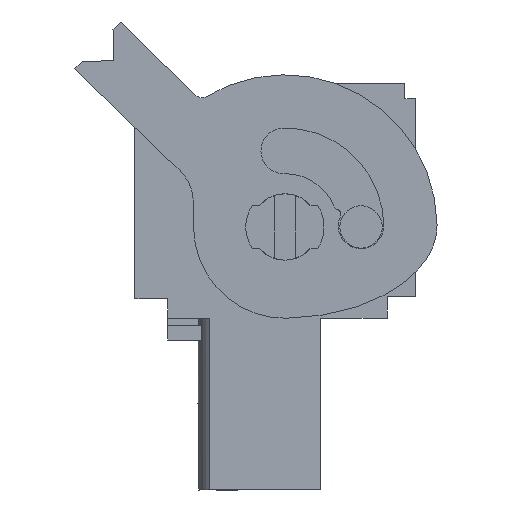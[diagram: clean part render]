
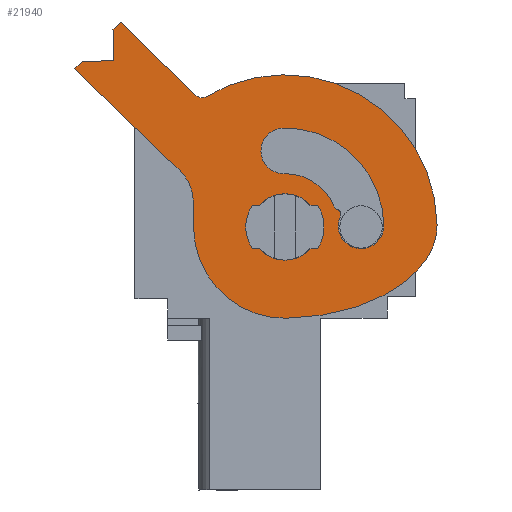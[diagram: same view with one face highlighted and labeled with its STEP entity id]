
A CAD part, left-side view. The second image highlights one B-rep face of the part: STEP entity #21940.
In plain terms, the highlighted planar face has unit normal (-1, 0, 0).
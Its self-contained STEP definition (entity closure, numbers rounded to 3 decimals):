
#21279=AXIS2_PLACEMENT_3D('Circle Axis2P3D',#21277,#21278,$) ;
#21482=AXIS2_PLACEMENT_3D('Circle Axis2P3D',#21480,#21481,$) ;
#21513=AXIS2_PLACEMENT_3D('Circle Axis2P3D',#21511,#21512,$) ;
#21666=AXIS2_PLACEMENT_3D('Circle Axis2P3D',#21664,#21665,$) ;
#21697=AXIS2_PLACEMENT_3D('Circle Axis2P3D',#21695,#21696,$) ;
#21721=AXIS2_PLACEMENT_3D('Circle Axis2P3D',#21719,#21720,$) ;
#21745=AXIS2_PLACEMENT_3D('Circle Axis2P3D',#21743,#21744,$) ;
#21769=AXIS2_PLACEMENT_3D('Circle Axis2P3D',#21767,#21768,$) ;
#21786=AXIS2_PLACEMENT_3D('Circle Axis2P3D',#21784,#21785,$) ;
#21803=AXIS2_PLACEMENT_3D('Circle Axis2P3D',#21801,#21802,$) ;
#21851=AXIS2_PLACEMENT_3D('Circle Axis2P3D',#21849,#21850,$) ;
#21907=AXIS2_PLACEMENT_3D('Plane Axis2P3D',#21904,#21905,#21906) ;
#21925=AXIS2_PLACEMENT_3D('Circle Axis2P3D',#21923,#21924,$) ;
#21274=CARTESIAN_POINT('Vertex',(0.5,6.999,13.625)) ;
#21277=CARTESIAN_POINT('Axis2P3D Location',(0.5,6.999,12.1)) ;
#21281=CARTESIAN_POINT('Vertex',(0.5,6.999,10.575)) ;
#21477=CARTESIAN_POINT('Vertex',(0.5,10.607,18.099)) ;
#21480=CARTESIAN_POINT('Axis2P3D Location',(0.5,6.999,12.1)) ;
#21484=CARTESIAN_POINT('Vertex',(0.5,0.,12.21)) ;
#21508=CARTESIAN_POINT('Vertex',(0.5,6.933,7.901)) ;
#21511=CARTESIAN_POINT('Axis2P3D Location',(0.5,6.999,12.1)) ;
#21515=CARTESIAN_POINT('Vertex',(0.5,11.198,12.034)) ;
#21539=CARTESIAN_POINT('Vertex',(0.5,16.66,19.374)) ;
#21542=CARTESIAN_POINT('Line Origine',(0.5,16.492,19.547)) ;
#21546=CARTESIAN_POINT('Vertex',(0.5,16.324,19.72)) ;
#21566=CARTESIAN_POINT('Line Origine',(0.5,15.605,19.732)) ;
#21570=CARTESIAN_POINT('Vertex',(0.5,14.886,19.743)) ;
#21590=CARTESIAN_POINT('Line Origine',(0.5,14.897,20.462)) ;
#21594=CARTESIAN_POINT('Vertex',(0.5,14.909,21.181)) ;
#21609=CARTESIAN_POINT('Line Origine',(0.5,14.741,21.355)) ;
#21613=CARTESIAN_POINT('Vertex',(0.5,14.573,21.528)) ;
#21633=CARTESIAN_POINT('Line Origine',(0.5,12.832,19.841)) ;
#21637=CARTESIAN_POINT('Vertex',(0.5,11.091,18.154)) ;
#21661=CARTESIAN_POINT('Vertex',(0.5,7.038,14.55)) ;
#21664=CARTESIAN_POINT('Axis2P3D Location',(0.5,6.999,12.1)) ;
#21668=CARTESIAN_POINT('Vertex',(0.5,4.727,13.018)) ;
#21692=CARTESIAN_POINT('Vertex',(0.5,4.583,12.897)) ;
#21695=CARTESIAN_POINT('Axis2P3D Location',(0.5,4.624,12.701)) ;
#21699=CARTESIAN_POINT('Vertex',(0.5,4.444,12.614)) ;
#21719=CARTESIAN_POINT('Axis2P3D Location',(0.5,4.542,13.093)) ;
#21740=CARTESIAN_POINT('Vertex',(0.5,7.071,16.649)) ;
#21743=CARTESIAN_POINT('Axis2P3D Location',(0.5,7.054,15.6)) ;
#21764=CARTESIAN_POINT('Vertex',(0.5,2.45,12.172)) ;
#21767=CARTESIAN_POINT('Axis2P3D Location',(0.5,6.999,12.1)) ;
#21784=CARTESIAN_POINT('Axis2P3D Location',(0.5,3.499,12.155)) ;
#21801=CARTESIAN_POINT('Axis2P3D Location',(0.5,10.813,18.442)) ;
#21822=CARTESIAN_POINT('Vertex',(0.5,11.826,14.689)) ;
#21825=CARTESIAN_POINT('Line Origine',(0.5,14.243,17.031)) ;
#21846=CARTESIAN_POINT('Vertex',(0.5,11.218,13.284)) ;
#21849=CARTESIAN_POINT('Axis2P3D Location',(0.5,13.218,13.253)) ;
#21866=CARTESIAN_POINT('Line Origine',(0.5,11.208,12.659)) ;
#21887=CARTESIAN_POINT('Control Point',(0.5,6.933,7.901)) ;
#21888=CARTESIAN_POINT('Control Point',(0.5,5.853,7.917)) ;
#21889=CARTESIAN_POINT('Control Point',(0.5,4.775,8.059)) ;
#21890=CARTESIAN_POINT('Control Point',(0.5,3.734,8.326)) ;
#21891=CARTESIAN_POINT('Control Point',(0.5,1.928,9.07)) ;
#21892=CARTESIAN_POINT('Control Point',(0.5,0.648,10.227)) ;
#21893=CARTESIAN_POINT('Control Point',(0.5,0.205,10.857)) ;
#21894=CARTESIAN_POINT('Control Point',(0.5,-0.011,11.535)) ;
#21895=CARTESIAN_POINT('Control Point',(0.5,0.,12.21)) ;
#21904=CARTESIAN_POINT('Axis2P3D Location',(0.5,8.399,24.2)) ;
#21923=CARTESIAN_POINT('Axis2P3D Location',(0.5,6.999,12.1)) ;
#21278=DIRECTION('Axis2P3D Direction',(-1.,0.,0.)) ;
#21481=DIRECTION('Axis2P3D Direction',(-1.,0.,0.)) ;
#21512=DIRECTION('Axis2P3D Direction',(-1.,0.,0.)) ;
#21543=DIRECTION('Vector Direction',(0.,-0.696,0.718)) ;
#21567=DIRECTION('Vector Direction',(0.,-1.,0.016)) ;
#21591=DIRECTION('Vector Direction',(0.,0.016,1.)) ;
#21610=DIRECTION('Vector Direction',(0.,-0.696,0.718)) ;
#21634=DIRECTION('Vector Direction',(0.,-0.718,-0.696)) ;
#21665=DIRECTION('Axis2P3D Direction',(-1.,0.,0.)) ;
#21696=DIRECTION('Axis2P3D Direction',(-1.,0.,0.)) ;
#21720=DIRECTION('Axis2P3D Direction',(-1.,0.,0.)) ;
#21744=DIRECTION('Axis2P3D Direction',(-1.,0.,0.)) ;
#21768=DIRECTION('Axis2P3D Direction',(-1.,0.,0.)) ;
#21785=DIRECTION('Axis2P3D Direction',(-1.,0.,0.)) ;
#21802=DIRECTION('Axis2P3D Direction',(-1.,0.,0.)) ;
#21826=DIRECTION('Vector Direction',(0.,-0.718,-0.696)) ;
#21850=DIRECTION('Axis2P3D Direction',(-1.,0.,0.)) ;
#21867=DIRECTION('Vector Direction',(0.,-0.016,-1.)) ;
#21905=DIRECTION('Axis2P3D Direction',(1.,0.,0.)) ;
#21906=DIRECTION('Axis2P3D XDirection',(0.,0.,-1.)) ;
#21924=DIRECTION('Axis2P3D Direction',(1.,0.,0.)) ;
#21544=VECTOR('Line Direction',#21543,1.) ;
#21568=VECTOR('Line Direction',#21567,1.) ;
#21592=VECTOR('Line Direction',#21591,1.) ;
#21611=VECTOR('Line Direction',#21610,1.) ;
#21635=VECTOR('Line Direction',#21634,1.) ;
#21827=VECTOR('Line Direction',#21826,1.) ;
#21868=VECTOR('Line Direction',#21867,1.) ;
#21910=ORIENTED_EDGE('',*,*,#21896,.T.) ;
#21911=ORIENTED_EDGE('',*,*,#21486,.F.) ;
#21912=ORIENTED_EDGE('',*,*,#21805,.T.) ;
#21913=ORIENTED_EDGE('',*,*,#21639,.F.) ;
#21914=ORIENTED_EDGE('',*,*,#21615,.F.) ;
#21915=ORIENTED_EDGE('',*,*,#21596,.F.) ;
#21916=ORIENTED_EDGE('',*,*,#21572,.F.) ;
#21917=ORIENTED_EDGE('',*,*,#21548,.F.) ;
#21918=ORIENTED_EDGE('',*,*,#21829,.T.) ;
#21919=ORIENTED_EDGE('',*,*,#21853,.T.) ;
#21920=ORIENTED_EDGE('',*,*,#21870,.T.) ;
#21921=ORIENTED_EDGE('',*,*,#21517,.F.) ;
#21929=ORIENTED_EDGE('',*,*,#21927,.T.) ;
#21930=ORIENTED_EDGE('',*,*,#21283,.T.) ;
#21933=ORIENTED_EDGE('',*,*,#21771,.T.) ;
#21934=ORIENTED_EDGE('',*,*,#21788,.T.) ;
#21935=ORIENTED_EDGE('',*,*,#21701,.F.) ;
#21936=ORIENTED_EDGE('',*,*,#21723,.T.) ;
#21937=ORIENTED_EDGE('',*,*,#21670,.F.) ;
#21938=ORIENTED_EDGE('',*,*,#21747,.T.) ;
#21931=FACE_BOUND('',#21928,.T.) ;
#21939=FACE_BOUND('',#21932,.T.) ;
#21940=ADVANCED_FACE('L\X2\00F6\X0\sehebel.2',(#21922,#21931,#21939),#21908,.F.) ;
#21886=B_SPLINE_CURVE_WITH_KNOTS('',5,(#21887,#21888,#21889,#21890,#21891,#21892,#21893,#21894,#21895),.UNSPECIFIED.,.F.,.U.,(6,3,6),(0.,8.296,15.673),.UNSPECIFIED.) ;
#21280=CIRCLE('generated circle',#21279,1.525) ;
#21483=CIRCLE('generated circle',#21482,7.) ;
#21514=CIRCLE('generated circle',#21513,4.2) ;
#21667=CIRCLE('generated circle',#21666,2.45) ;
#21698=CIRCLE('generated circle',#21697,0.2) ;
#21722=CIRCLE('generated circle',#21721,0.2) ;
#21746=CIRCLE('generated circle',#21745,1.05) ;
#21770=CIRCLE('generated circle',#21769,4.55) ;
#21787=CIRCLE('generated circle',#21786,1.05) ;
#21804=CIRCLE('generated circle',#21803,0.4) ;
#21852=CIRCLE('generated circle',#21851,2.) ;
#21926=CIRCLE('generated circle',#21925,1.525) ;
#21283=EDGE_CURVE('',#21282,#21275,#21280,.F.) ;
#21486=EDGE_CURVE('',#21478,#21485,#21483,.F.) ;
#21517=EDGE_CURVE('',#21509,#21516,#21514,.F.) ;
#21548=EDGE_CURVE('',#21540,#21547,#21545,.T.) ;
#21572=EDGE_CURVE('',#21547,#21571,#21569,.T.) ;
#21596=EDGE_CURVE('',#21571,#21595,#21593,.T.) ;
#21615=EDGE_CURVE('',#21595,#21614,#21612,.T.) ;
#21639=EDGE_CURVE('',#21614,#21638,#21636,.T.) ;
#21670=EDGE_CURVE('',#21662,#21669,#21667,.F.) ;
#21701=EDGE_CURVE('',#21693,#21700,#21698,.F.) ;
#21723=EDGE_CURVE('',#21693,#21669,#21722,.F.) ;
#21747=EDGE_CURVE('',#21662,#21741,#21746,.F.) ;
#21771=EDGE_CURVE('',#21741,#21765,#21770,.F.) ;
#21788=EDGE_CURVE('',#21765,#21700,#21787,.F.) ;
#21805=EDGE_CURVE('',#21478,#21638,#21804,.F.) ;
#21829=EDGE_CURVE('',#21540,#21823,#21828,.T.) ;
#21853=EDGE_CURVE('',#21823,#21847,#21852,.F.) ;
#21870=EDGE_CURVE('',#21847,#21516,#21869,.T.) ;
#21896=EDGE_CURVE('',#21509,#21485,#21886,.T.) ;
#21927=EDGE_CURVE('',#21275,#21282,#21926,.T.) ;
#21909=EDGE_LOOP('',(#21910,#21911,#21912,#21913,#21914,#21915,#21916,#21917,#21918,#21919,#21920,#21921)) ;
#21928=EDGE_LOOP('',(#21929,#21930)) ;
#21932=EDGE_LOOP('',(#21933,#21934,#21935,#21936,#21937,#21938)) ;
#21922=FACE_OUTER_BOUND('',#21909,.T.) ;
#21545=LINE('Line',#21542,#21544) ;
#21569=LINE('Line',#21566,#21568) ;
#21593=LINE('Line',#21590,#21592) ;
#21612=LINE('Line',#21609,#21611) ;
#21636=LINE('Line',#21633,#21635) ;
#21828=LINE('Line',#21825,#21827) ;
#21869=LINE('Line',#21866,#21868) ;
#21908=PLANE('',#21907) ;
#21275=VERTEX_POINT('',#21274) ;
#21282=VERTEX_POINT('',#21281) ;
#21478=VERTEX_POINT('',#21477) ;
#21485=VERTEX_POINT('',#21484) ;
#21509=VERTEX_POINT('',#21508) ;
#21516=VERTEX_POINT('',#21515) ;
#21540=VERTEX_POINT('',#21539) ;
#21547=VERTEX_POINT('',#21546) ;
#21571=VERTEX_POINT('',#21570) ;
#21595=VERTEX_POINT('',#21594) ;
#21614=VERTEX_POINT('',#21613) ;
#21638=VERTEX_POINT('',#21637) ;
#21662=VERTEX_POINT('',#21661) ;
#21669=VERTEX_POINT('',#21668) ;
#21693=VERTEX_POINT('',#21692) ;
#21700=VERTEX_POINT('',#21699) ;
#21741=VERTEX_POINT('',#21740) ;
#21765=VERTEX_POINT('',#21764) ;
#21823=VERTEX_POINT('',#21822) ;
#21847=VERTEX_POINT('',#21846) ;
